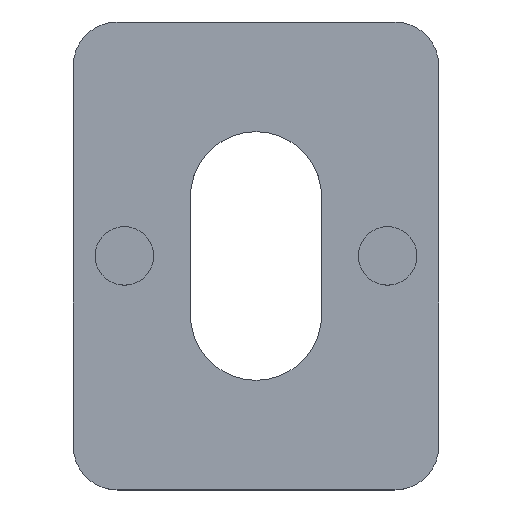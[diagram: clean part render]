
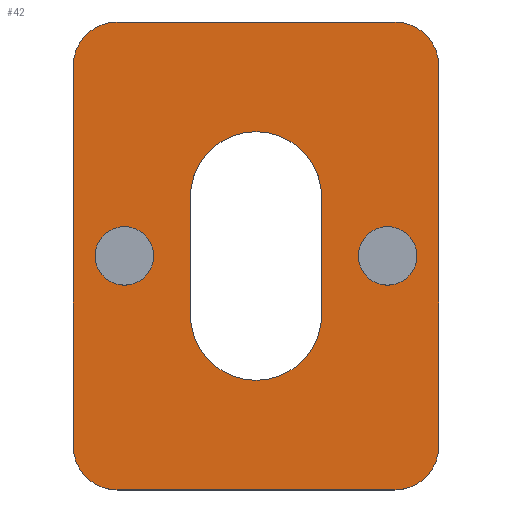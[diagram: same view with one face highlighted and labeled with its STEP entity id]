
A CAD part, top view. The second image highlights one B-rep face of the part: STEP entity #42.
In plain terms, the highlighted planar face has unit normal (0, 0, 1).
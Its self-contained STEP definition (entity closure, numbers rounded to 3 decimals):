
#1 = CARTESIAN_POINT ( 'NONE',  ( -2.25, -2., 1. ) ) ;
#2 = ORIENTED_EDGE ( 'NONE', *, *, #74, .F. ) ;
#7 = CIRCLE ( 'NONE', #117, 1.5 ) ;
#9 = ORIENTED_EDGE ( 'NONE', *, *, #382, .T. ) ;
#12 = ORIENTED_EDGE ( 'NONE', *, *, #408, .T. ) ;
#15 = FACE_BOUND ( 'NONE', #625, .T. ) ;
#16 = EDGE_CURVE ( 'NONE', #210, #634, #577, .T. ) ;
#17 = DIRECTION ( 'NONE',  ( 0., 0., 1. ) ) ;
#22 = VERTEX_POINT ( 'NONE', #1 ) ;
#24 = DIRECTION ( 'NONE',  ( 0., 0., 1. ) ) ;
#25 = EDGE_CURVE ( 'NONE', #463, #197, #71, .T. ) ;
#30 = CARTESIAN_POINT ( 'NONE',  ( 4.75, -6.5, 1. ) ) ;
#33 = CARTESIAN_POINT ( 'NONE',  ( 0., -2., 1. ) ) ;
#39 = VERTEX_POINT ( 'NONE', #218 ) ;
#42 = ADVANCED_FACE ( 'NONE', ( #164, #189, #15, #519 ), #501, .T. ) ;
#47 = CARTESIAN_POINT ( 'NONE',  ( -4.75, -8., 1. ) ) ;
#48 = LINE ( 'NONE', #166, #435 ) ;
#51 = EDGE_LOOP ( 'NONE', ( #2, #431 ) ) ;
#59 = CIRCLE ( 'NONE', #385, 1. ) ;
#63 = LINE ( 'NONE', #370, #181 ) ;
#71 = CIRCLE ( 'NONE', #276, 2.25 ) ;
#74 = EDGE_CURVE ( 'NONE', #634, #210, #143, .T. ) ;
#76 = CARTESIAN_POINT ( 'NONE',  ( -5.5, 0., 1. ) ) ;
#84 = CARTESIAN_POINT ( 'NONE',  ( 6.25, -6.5, 1. ) ) ;
#86 = EDGE_CURVE ( 'NONE', #22, #598, #486, .T. ) ;
#87 = CARTESIAN_POINT ( 'NONE',  ( 6.25, 6.5, 1. ) ) ;
#91 = CARTESIAN_POINT ( 'NONE',  ( -4.5, 0., 1. ) ) ;
#92 = EDGE_LOOP ( 'NONE', ( #9, #582, #300, #187, #12, #154, #387, #200 ) ) ;
#93 = AXIS2_PLACEMENT_3D ( 'NONE', #91, #578, #627 ) ;
#99 = VERTEX_POINT ( 'NONE', #394 ) ;
#112 = LINE ( 'NONE', #255, #561 ) ;
#114 = LINE ( 'NONE', #546, #600 ) ;
#117 = AXIS2_PLACEMENT_3D ( 'NONE', #412, #17, #127 ) ;
#120 = CARTESIAN_POINT ( 'NONE',  ( -4.5, 0., 1. ) ) ;
#122 = CARTESIAN_POINT ( 'NONE',  ( 4.5, 0., 1. ) ) ;
#127 = DIRECTION ( 'NONE',  ( 1., 0., 0. ) ) ;
#142 = ORIENTED_EDGE ( 'NONE', *, *, #430, .F. ) ;
#143 = CIRCLE ( 'NONE', #527, 1. ) ;
#146 = DIRECTION ( 'NONE',  ( 1., 0., 0. ) ) ;
#151 = VECTOR ( 'NONE', #235, 1000. ) ;
#154 = ORIENTED_EDGE ( 'NONE', *, *, #584, .T. ) ;
#162 = CARTESIAN_POINT ( 'NONE',  ( -4.75, 8., 1. ) ) ;
#163 = CARTESIAN_POINT ( 'NONE',  ( -4.75, -6.5, 1. ) ) ;
#164 = FACE_BOUND ( 'NONE', #563, .T. ) ;
#166 = CARTESIAN_POINT ( 'NONE',  ( -6.25, -8., 1. ) ) ;
#169 = ORIENTED_EDGE ( 'NONE', *, *, #298, .F. ) ;
#171 = CARTESIAN_POINT ( 'NONE',  ( 4.75, 8., 1. ) ) ;
#174 = LINE ( 'NONE', #557, #151 ) ;
#175 = CARTESIAN_POINT ( 'NONE',  ( 3.5, 0., 1. ) ) ;
#181 = VECTOR ( 'NONE', #500, 1000. ) ;
#187 = ORIENTED_EDGE ( 'NONE', *, *, #522, .T. ) ;
#189 = FACE_OUTER_BOUND ( 'NONE', #92, .T. ) ;
#192 = AXIS2_PLACEMENT_3D ( 'NONE', #33, #640, #201 ) ;
#197 = VERTEX_POINT ( 'NONE', #209 ) ;
#200 = ORIENTED_EDGE ( 'NONE', *, *, #317, .T. ) ;
#201 = DIRECTION ( 'NONE',  ( 1., 0., 0. ) ) ;
#209 = CARTESIAN_POINT ( 'NONE',  ( -2.25, 2., 1. ) ) ;
#210 = VERTEX_POINT ( 'NONE', #631 ) ;
#215 = DIRECTION ( 'NONE',  ( 0., 0., 1. ) ) ;
#216 = DIRECTION ( 'NONE',  ( 0., 0., 1. ) ) ;
#217 = VERTEX_POINT ( 'NONE', #222 ) ;
#218 = CARTESIAN_POINT ( 'NONE',  ( -6.25, 6.5, 1. ) ) ;
#222 = CARTESIAN_POINT ( 'NONE',  ( -6.25, -6.5, 1. ) ) ;
#235 = DIRECTION ( 'NONE',  ( 0., 1., 0. ) ) ;
#236 = CIRCLE ( 'NONE', #425, 1.5 ) ;
#240 = ORIENTED_EDGE ( 'NONE', *, *, #25, .F. ) ;
#242 = DIRECTION ( 'NONE',  ( 0., 0., 1. ) ) ;
#243 = ORIENTED_EDGE ( 'NONE', *, *, #86, .F. ) ;
#245 = CARTESIAN_POINT ( 'NONE',  ( 4.5, 0., 1. ) ) ;
#248 = VECTOR ( 'NONE', #358, 1000. ) ;
#255 = CARTESIAN_POINT ( 'NONE',  ( -6.25, 8., 1. ) ) ;
#272 = VERTEX_POINT ( 'NONE', #47 ) ;
#274 = DIRECTION ( 'NONE',  ( 0., -1., 0. ) ) ;
#275 = VERTEX_POINT ( 'NONE', #76 ) ;
#276 = AXIS2_PLACEMENT_3D ( 'NONE', #449, #318, #562 ) ;
#285 = EDGE_CURVE ( 'NONE', #602, #444, #174, .T. ) ;
#286 = CIRCLE ( 'NONE', #93, 1. ) ;
#298 = EDGE_CURVE ( 'NONE', #598, #463, #383, .T. ) ;
#300 = ORIENTED_EDGE ( 'NONE', *, *, #596, .T. ) ;
#301 = EDGE_CURVE ( 'NONE', #515, #39, #7, .T. ) ;
#305 = DIRECTION ( 'NONE',  ( 0., 0., 1. ) ) ;
#313 = DIRECTION ( 'NONE',  ( 1., 0., 0. ) ) ;
#317 = EDGE_CURVE ( 'NONE', #444, #397, #513, .T. ) ;
#318 = DIRECTION ( 'NONE',  ( 0., 0., 1. ) ) ;
#326 = EDGE_CURVE ( 'NONE', #197, #22, #114, .T. ) ;
#357 = CARTESIAN_POINT ( 'NONE',  ( 2.25, -2., 1. ) ) ;
#358 = DIRECTION ( 'NONE',  ( 0., 1., 0. ) ) ;
#370 = CARTESIAN_POINT ( 'NONE',  ( -6.25, 8., 1. ) ) ;
#372 = ORIENTED_EDGE ( 'NONE', *, *, #326, .F. ) ;
#374 = AXIS2_PLACEMENT_3D ( 'NONE', #245, #216, #505 ) ;
#382 = EDGE_CURVE ( 'NONE', #397, #515, #63, .T. ) ;
#383 = LINE ( 'NONE', #384, #248 ) ;
#384 = CARTESIAN_POINT ( 'NONE',  ( 2.25, 2., 1. ) ) ;
#385 = AXIS2_PLACEMENT_3D ( 'NONE', #120, #215, #503 ) ;
#387 = ORIENTED_EDGE ( 'NONE', *, *, #285, .T. ) ;
#394 = CARTESIAN_POINT ( 'NONE',  ( -3.5, 0., 1. ) ) ;
#397 = VERTEX_POINT ( 'NONE', #171 ) ;
#408 = EDGE_CURVE ( 'NONE', #272, #499, #48, .T. ) ;
#412 = CARTESIAN_POINT ( 'NONE',  ( -4.75, 6.5, 1. ) ) ;
#425 = AXIS2_PLACEMENT_3D ( 'NONE', #30, #24, #313 ) ;
#430 = EDGE_CURVE ( 'NONE', #99, #275, #286, .T. ) ;
#431 = ORIENTED_EDGE ( 'NONE', *, *, #16, .F. ) ;
#435 = VECTOR ( 'NONE', #146, 1000. ) ;
#444 = VERTEX_POINT ( 'NONE', #87 ) ;
#446 = DIRECTION ( 'NONE',  ( 1., 0., 0. ) ) ;
#449 = CARTESIAN_POINT ( 'NONE',  ( 0., 2., 1. ) ) ;
#455 = DIRECTION ( 'NONE',  ( 1., 0., 0. ) ) ;
#462 = DIRECTION ( 'NONE',  ( 1., 0., 0. ) ) ;
#463 = VERTEX_POINT ( 'NONE', #574 ) ;
#486 = CIRCLE ( 'NONE', #192, 2.25 ) ;
#487 = DIRECTION ( 'NONE',  ( 0., 0., 1. ) ) ;
#489 = CARTESIAN_POINT ( 'NONE',  ( 4.75, 6.5, 1. ) ) ;
#490 = CIRCLE ( 'NONE', #592, 1.5 ) ;
#499 = VERTEX_POINT ( 'NONE', #601 ) ;
#500 = DIRECTION ( 'NONE',  ( -1., 0., 0. ) ) ;
#501 = PLANE ( 'NONE',  #531 ) ;
#503 = DIRECTION ( 'NONE',  ( 1., 0., 0. ) ) ;
#505 = DIRECTION ( 'NONE',  ( 1., 0., 0. ) ) ;
#513 = CIRCLE ( 'NONE', #604, 1.5 ) ;
#515 = VERTEX_POINT ( 'NONE', #162 ) ;
#519 = FACE_BOUND ( 'NONE', #51, .T. ) ;
#522 = EDGE_CURVE ( 'NONE', #217, #272, #490, .T. ) ;
#527 = AXIS2_PLACEMENT_3D ( 'NONE', #122, #585, #462 ) ;
#531 = AXIS2_PLACEMENT_3D ( 'NONE', #610, #242, #455 ) ;
#546 = CARTESIAN_POINT ( 'NONE',  ( -2.25, -2., 1. ) ) ;
#557 = CARTESIAN_POINT ( 'NONE',  ( 6.25, 8., 1. ) ) ;
#561 = VECTOR ( 'NONE', #274, 1000. ) ;
#562 = DIRECTION ( 'NONE',  ( 1., 0., 0. ) ) ;
#563 = EDGE_LOOP ( 'NONE', ( #569, #142 ) ) ;
#568 = DIRECTION ( 'NONE',  ( 1., 0., 0. ) ) ;
#569 = ORIENTED_EDGE ( 'NONE', *, *, #608, .F. ) ;
#574 = CARTESIAN_POINT ( 'NONE',  ( 2.25, 2., 1. ) ) ;
#577 = CIRCLE ( 'NONE', #374, 1. ) ;
#578 = DIRECTION ( 'NONE',  ( 0., 0., 1. ) ) ;
#582 = ORIENTED_EDGE ( 'NONE', *, *, #301, .T. ) ;
#584 = EDGE_CURVE ( 'NONE', #499, #602, #236, .T. ) ;
#585 = DIRECTION ( 'NONE',  ( 0., 0., 1. ) ) ;
#591 = DIRECTION ( 'NONE',  ( 0., -1., 0. ) ) ;
#592 = AXIS2_PLACEMENT_3D ( 'NONE', #163, #305, #568 ) ;
#596 = EDGE_CURVE ( 'NONE', #39, #217, #112, .T. ) ;
#598 = VERTEX_POINT ( 'NONE', #357 ) ;
#600 = VECTOR ( 'NONE', #591, 1000. ) ;
#601 = CARTESIAN_POINT ( 'NONE',  ( 4.75, -8., 1. ) ) ;
#602 = VERTEX_POINT ( 'NONE', #84 ) ;
#604 = AXIS2_PLACEMENT_3D ( 'NONE', #489, #487, #446 ) ;
#608 = EDGE_CURVE ( 'NONE', #275, #99, #59, .T. ) ;
#610 = CARTESIAN_POINT ( 'NONE',  ( -6.25, -8., 1. ) ) ;
#625 = EDGE_LOOP ( 'NONE', ( #372, #240, #169, #243 ) ) ;
#627 = DIRECTION ( 'NONE',  ( 1., 0., 0. ) ) ;
#631 = CARTESIAN_POINT ( 'NONE',  ( 5.5, 0., 1. ) ) ;
#634 = VERTEX_POINT ( 'NONE', #175 ) ;
#640 = DIRECTION ( 'NONE',  ( 0., 0., 1. ) ) ;
